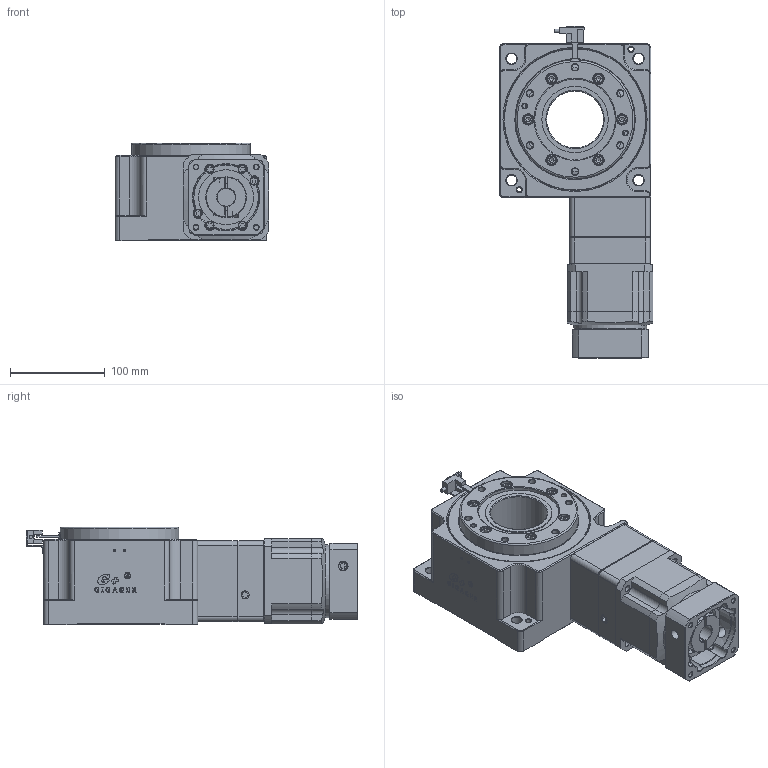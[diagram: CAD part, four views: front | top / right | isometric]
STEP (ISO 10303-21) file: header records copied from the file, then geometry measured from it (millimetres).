
FILE_DESCRIPTION (( 'STEP AP203' ), '1' );
FILE_NAME ('GSHR150M-150K-SV2.STEP', '2022-05-24T11:03:23', ( 'Microsoft' ), ( 'Microsoft' ), 'SwSTEP 2.0', 'SolidWorks 2019', '' );
FILE_SCHEMA (( 'CONFIG_CONTROL_DESIGN' ));
Length unit declared in the file: millimetre
Products named in the file (1): GSHR150M-150K-SV2
Bounding box: 162 x 350 x 103 mm (x, y, z)
Surface area: 255206.9 mm2 (no closed solid volume)
Topology: 0 solids, 49 shells, 787 faces, 2651 edges, 1852 vertices
Faces by surface type: plane 426, cylinder 198, cone 130, torus 31, bspline 2
Full cylindrical faces by diameter (mm): 2.05 x2, 2.5 x10, 3.5 x3, 5 x9, 5.5 x2, 6.6 x4, 6.8 x6, 8.5 x9, 10 x12, 10.2 x2, 11 x10, 19 x1, 58 x1, 60 x1, 60.3 x1, 70 x1, 77 x1, 85 x1, 125 x2, 150 x1
Entity records: 29864 total; most frequent: CARTESIAN_POINT 8200, DIRECTION 4351, ORIENTED_EDGE 3890, EDGE_CURVE 2430, VERTEX_POINT 1799, AXIS2_PLACEMENT_3D 1475, LINE 1401, VECTOR 1401
